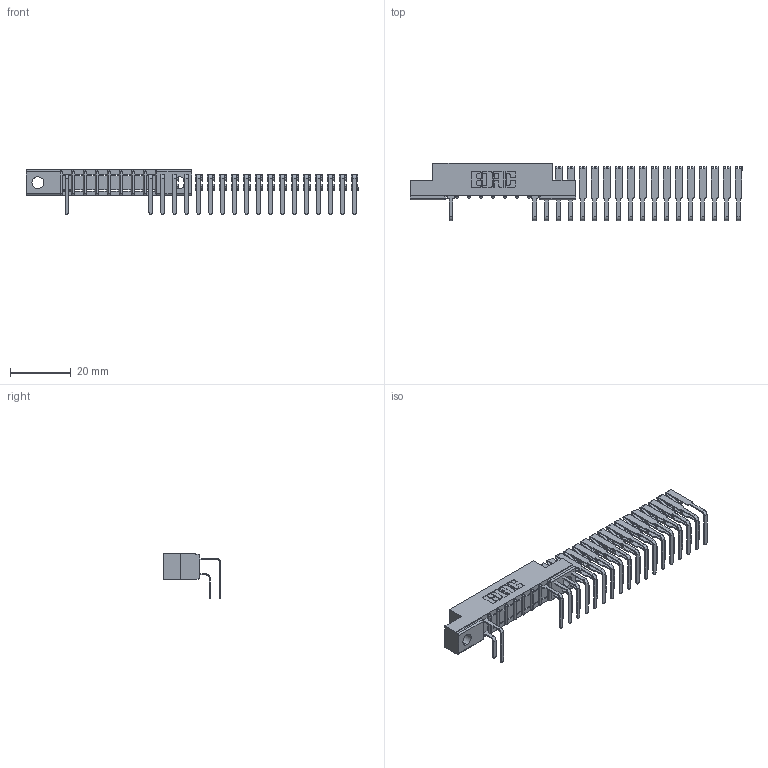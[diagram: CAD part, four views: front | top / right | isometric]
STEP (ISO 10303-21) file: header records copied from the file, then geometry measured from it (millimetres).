
FILE_DESCRIPTION (( 'STEP AP203' ), '1' );
FILE_NAME ('357-025-558-102.STEP', '2018-08-09T01:51:21', ( '' ), ( '' ), 'SwSTEP 2.0', 'SolidWorks 2016', '' );
FILE_SCHEMA (( 'CONFIG_CONTROL_DESIGN' ));
Length unit declared in the file: inch
Products named in the file (4): 307-290-001_558 559 - 1 (Single); 307-290-001_558 - 2 (Single); 357-025-558-102; 307 Part_.128 Dia Mounting Holes
Assembly tree (38 placements, depth 2):
  357-025-558-102
    307 Part_.128 Dia Mounting Holes
    307-290-001_558 559 - 1 (Single)  x18
    307-290-001_558 - 2 (Single)  x19
Bounding box: 109.72 x 18.96 x 14.81 mm (x, y, z)
Volume: 3930 mm3; surface area: 8597.1 mm2
Topology: 38 solids, 38 shells, 1767 faces, 4905 edges, 3194 vertices
Faces by surface type: plane 1165, cylinder 584, sphere 18
Entity records: 13427 total; most frequent: CARTESIAN_POINT 2119, DIRECTION 2111, ORIENTED_EDGE 2074, EDGE_CURVE 1037, LINE 779, VECTOR 779, VERTEX_POINT 674, AXIS2_PLACEMENT_3D 666
